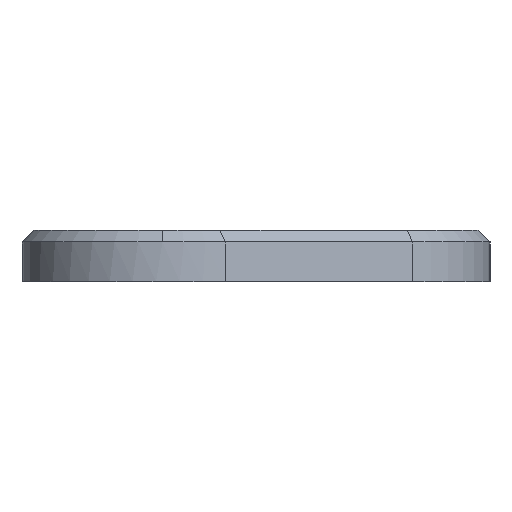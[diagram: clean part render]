
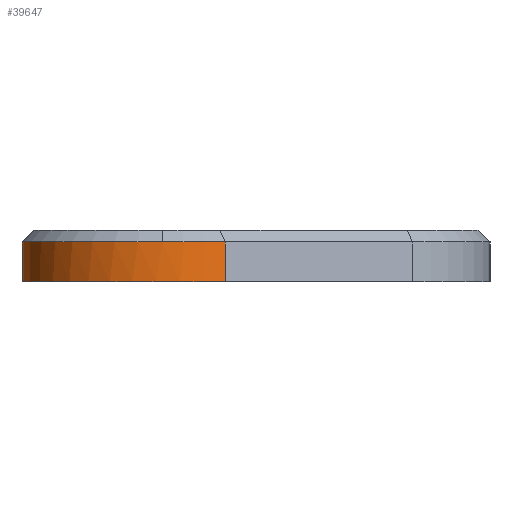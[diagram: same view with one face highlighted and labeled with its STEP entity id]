
A CAD part, left-side view. The second image highlights one B-rep face of the part: STEP entity #39647.
In plain terms, the highlighted cylindrical face has radius 6 mm (diameter 12 mm), a partial arc.
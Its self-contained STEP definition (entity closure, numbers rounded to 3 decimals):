
#39433=CARTESIAN_POINT('',(4.342,11.317,0.));
#39434=VERTEX_POINT('',#39433);
#39441=CARTESIAN_POINT('',(9.708,20.,0.));
#39442=VERTEX_POINT('',#39441);
#39443=CARTESIAN_POINT('',(9.708,14.,0.));
#39444=DIRECTION('',(-0.,-0.,-1.));
#39445=DIRECTION('',(1.,0.,-0.));
#39446=AXIS2_PLACEMENT_3D('',#39443,#39444,#39445);
#39447=CIRCLE('',#39446,6.);
#39448=EDGE_CURVE('',#39434,#39442,#39447,.T.);
#39596=CARTESIAN_POINT('',(4.342,11.317,1.7));
#39597=VERTEX_POINT('',#39596);
#39604=CARTESIAN_POINT('',(4.342,11.317,1.7));
#39605=DIRECTION('',(0.,0.,-1.));
#39606=VECTOR('',#39605,1.7);
#39607=LINE('',#39604,#39606);
#39608=EDGE_CURVE('',#39597,#39434,#39607,.T.);
#39614=CARTESIAN_POINT('',(9.708,14.,2.2));
#39615=DIRECTION('',(0.,0.,1.));
#39616=DIRECTION('',(1.,0.,-0.));
#39617=AXIS2_PLACEMENT_3D('',#39614,#39615,#39616);
#39618=CYLINDRICAL_SURFACE('',#39617,6.);
#39619=ORIENTED_EDGE('',*,*,#39608,.F.);
#39620=CARTESIAN_POINT('',(3.708,14.,1.7));
#39621=VERTEX_POINT('',#39620);
#39622=CARTESIAN_POINT('',(9.708,14.,1.7));
#39623=DIRECTION('',(-0.,-0.,-1.));
#39624=DIRECTION('',(1.,0.,-0.));
#39625=AXIS2_PLACEMENT_3D('',#39622,#39623,#39624);
#39626=CIRCLE('',#39625,6.);
#39627=EDGE_CURVE('',#39597,#39621,#39626,.T.);
#39628=ORIENTED_EDGE('',*,*,#39627,.T.);
#39629=CARTESIAN_POINT('',(9.708,20.,1.7));
#39630=VERTEX_POINT('',#39629);
#39631=CARTESIAN_POINT('',(9.708,14.,1.7));
#39632=DIRECTION('',(-0.,-0.,-1.));
#39633=DIRECTION('',(1.,0.,-0.));
#39634=AXIS2_PLACEMENT_3D('',#39631,#39632,#39633);
#39635=CIRCLE('',#39634,6.);
#39636=EDGE_CURVE('',#39621,#39630,#39635,.T.);
#39637=ORIENTED_EDGE('',*,*,#39636,.T.);
#39638=CARTESIAN_POINT('',(9.708,20.,0.));
#39639=DIRECTION('',(-0.,-0.,1.));
#39640=VECTOR('',#39639,1.7);
#39641=LINE('',#39638,#39640);
#39642=EDGE_CURVE('',#39442,#39630,#39641,.T.);
#39643=ORIENTED_EDGE('',*,*,#39642,.F.);
#39644=ORIENTED_EDGE('',*,*,#39448,.F.);
#39645=EDGE_LOOP('',(#39619,#39628,#39637,#39643,#39644));
#39646=FACE_BOUND('',#39645,.T.);
#39647=ADVANCED_FACE('',(#39646),#39618,.T.);
